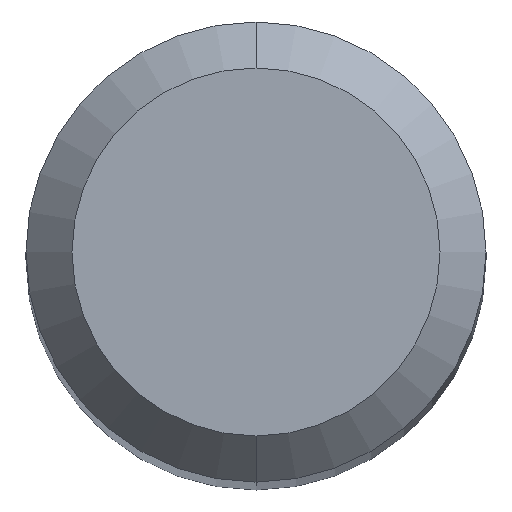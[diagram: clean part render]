
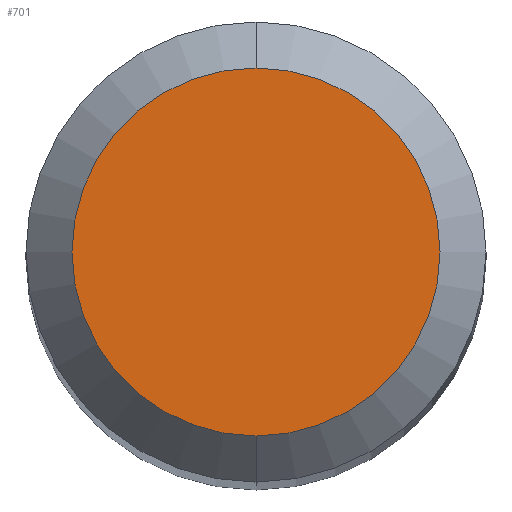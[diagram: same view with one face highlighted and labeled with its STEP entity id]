
A CAD part, top view. The second image highlights one B-rep face of the part: STEP entity #701.
In plain terms, the highlighted planar face has unit normal (0, 0, 1).
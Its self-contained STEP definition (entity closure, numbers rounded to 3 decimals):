
#639=EDGE_CURVE('',#775,#959,#1323,.T.);
#701=ADVANCED_FACE('',(#1391),#1392,.T.);
#775=VERTEX_POINT('',#1471);
#959=VERTEX_POINT('',#1673);
#965=EDGE_CURVE('',#959,#775,#1680,.T.);
#1323=CIRCLE('',#5168,1.2);
#1391=FACE_OUTER_BOUND('',#5771,.T.);
#1392=PLANE('',#5772);
#1471=CARTESIAN_POINT('',(0.,-1.2,0.));
#1673=CARTESIAN_POINT('',(0.0,1.2,0.));
#1680=CIRCLE('',#8950,1.2);
#5168=AXIS2_PLACEMENT_3D('',#9460,#9461,#9462);
#5771=EDGE_LOOP('',(#9543,#9544));
#5772=AXIS2_PLACEMENT_3D('',#9545,#9546,#9547);
#8950=AXIS2_PLACEMENT_3D('',#9816,#9817,#9818);
#9460=CARTESIAN_POINT('',(0.0,0.0,0.));
#9461=DIRECTION('',(0.0,0.0,-1.0));
#9462=DIRECTION('',(0.0,1.0,0.0));
#9543=ORIENTED_EDGE('',*,*,#965,.F.);
#9544=ORIENTED_EDGE('',*,*,#639,.F.);
#9545=CARTESIAN_POINT('',(0.0,0.6,0.));
#9546=DIRECTION('',(-0.0,0.0,1.0));
#9547=DIRECTION('',(0.0,-1.0,0.0));
#9816=CARTESIAN_POINT('',(0.0,0.0,0.));
#9817=DIRECTION('',(0.0,0.0,-1.0));
#9818=DIRECTION('',(0.0,1.0,0.0));
